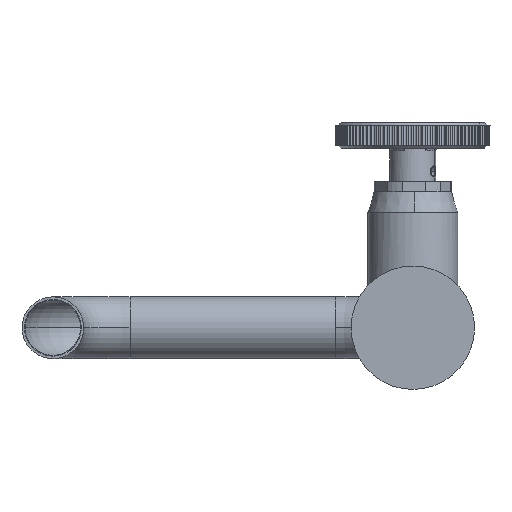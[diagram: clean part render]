
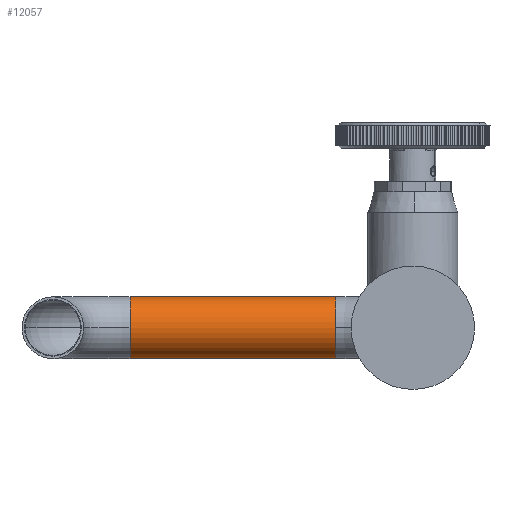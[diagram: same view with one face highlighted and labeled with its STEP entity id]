
A CAD part, front view. The second image highlights one B-rep face of the part: STEP entity #12057.
In plain terms, the highlighted cylindrical face has radius 12 mm (diameter 24 mm), a partial arc.
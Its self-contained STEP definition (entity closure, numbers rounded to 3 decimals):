
#80 = DIRECTION ( 'NONE',  ( 0., 0., 1. ) ) ;
#150 = DIRECTION ( 'NONE',  ( 1., 0., 0. ) ) ;
#615 = ORIENTED_EDGE ( 'NONE', *, *, #3937, .T. ) ;
#949 = DIRECTION ( 'NONE',  ( 0., 0., 1. ) ) ;
#998 = FACE_OUTER_BOUND ( 'NONE', #13353, .T. ) ;
#1411 = VERTEX_POINT ( 'NONE', #6004 ) ;
#1877 = VERTEX_POINT ( 'NONE', #7515 ) ;
#2397 = DIRECTION ( 'NONE',  ( 1., 0., 0. ) ) ;
#2761 = EDGE_CURVE ( 'NONE', #16545, #16486, #15600, .T. ) ;
#2766 = CARTESIAN_POINT ( 'NONE',  ( 30., 128., 0. ) ) ;
#2978 = CARTESIAN_POINT ( 'NONE',  ( 30., 128., -12. ) ) ;
#3165 = VERTEX_POINT ( 'NONE', #14284 ) ;
#3439 = EDGE_CURVE ( 'NONE', #1411, #16545, #10343, .T. ) ;
#3720 = ORIENTED_EDGE ( 'NONE', *, *, #6599, .T. ) ;
#3937 = EDGE_CURVE ( 'NONE', #1411, #3165, #16000, .T. ) ;
#4034 = AXIS2_PLACEMENT_3D ( 'NONE', #5584, #150, #13576 ) ;
#4046 = AXIS2_PLACEMENT_3D ( 'NONE', #11396, #12749, #15244 ) ;
#4118 = DIRECTION ( 'NONE',  ( 1., 0., 0. ) ) ;
#4600 = CIRCLE ( 'NONE', #15951, 12. ) ;
#5190 = AXIS2_PLACEMENT_3D ( 'NONE', #2766, #9558, #80 ) ;
#5584 = CARTESIAN_POINT ( 'NONE',  ( 30., 128., 0. ) ) ;
#5693 = CIRCLE ( 'NONE', #5190, 12. ) ;
#6004 = CARTESIAN_POINT ( 'NONE',  ( 30., 128., 12. ) ) ;
#6380 = CARTESIAN_POINT ( 'NONE',  ( 110., 128., 0. ) ) ;
#6435 = DIRECTION ( 'NONE',  ( 1., 0., 0. ) ) ;
#6599 = EDGE_CURVE ( 'NONE', #3165, #7715, #5693, .T. ) ;
#6795 = AXIS2_PLACEMENT_3D ( 'NONE', #6380, #6435, #949 ) ;
#6962 = CARTESIAN_POINT ( 'NONE',  ( 30., 128., 12. ) ) ;
#7438 = ORIENTED_EDGE ( 'NONE', *, *, #2761, .F. ) ;
#7515 = CARTESIAN_POINT ( 'NONE',  ( 110., 128., -12. ) ) ;
#7715 = VERTEX_POINT ( 'NONE', #2978 ) ;
#8314 = DIRECTION ( 'NONE',  ( 1., 0., 0. ) ) ;
#8684 = VECTOR ( 'NONE', #8314, 1000. ) ;
#9558 = DIRECTION ( 'NONE',  ( 1., 0., 0. ) ) ;
#10270 = CARTESIAN_POINT ( 'NONE',  ( 30., 128., -12. ) ) ;
#10343 = LINE ( 'NONE', #6962, #8684 ) ;
#11030 = ORIENTED_EDGE ( 'NONE', *, *, #3439, .F. ) ;
#11038 = EDGE_CURVE ( 'NONE', #7715, #1877, #13205, .T. ) ;
#11301 = VECTOR ( 'NONE', #2397, 1000. ) ;
#11396 = CARTESIAN_POINT ( 'NONE',  ( 30., 128., 0. ) ) ;
#11801 = CARTESIAN_POINT ( 'NONE',  ( 110., 128., 12. ) ) ;
#12057 = ADVANCED_FACE ( 'NONE', ( #998 ), #15282, .T. ) ;
#12749 = DIRECTION ( 'NONE',  ( 1., 0., 0. ) ) ;
#13205 = LINE ( 'NONE', #10270, #11301 ) ;
#13353 = EDGE_LOOP ( 'NONE', ( #11030, #615, #3720, #16028, #15576, #7438 ) ) ;
#13576 = DIRECTION ( 'NONE',  ( 0., 0., -1. ) ) ;
#14284 = CARTESIAN_POINT ( 'NONE',  ( 30., 116., 0. ) ) ;
#14471 = CARTESIAN_POINT ( 'NONE',  ( 110., 116., 0. ) ) ;
#15116 = EDGE_CURVE ( 'NONE', #16486, #1877, #4600, .T. ) ;
#15244 = DIRECTION ( 'NONE',  ( 0., 0., 1. ) ) ;
#15282 = CYLINDRICAL_SURFACE ( 'NONE', #4034, 12. ) ;
#15576 = ORIENTED_EDGE ( 'NONE', *, *, #15116, .F. ) ;
#15600 = CIRCLE ( 'NONE', #6795, 12. ) ;
#15951 = AXIS2_PLACEMENT_3D ( 'NONE', #16179, #4118, #16292 ) ;
#16000 = CIRCLE ( 'NONE', #4046, 12. ) ;
#16028 = ORIENTED_EDGE ( 'NONE', *, *, #11038, .T. ) ;
#16179 = CARTESIAN_POINT ( 'NONE',  ( 110., 128., 0. ) ) ;
#16292 = DIRECTION ( 'NONE',  ( 0., 0., 1. ) ) ;
#16486 = VERTEX_POINT ( 'NONE', #14471 ) ;
#16545 = VERTEX_POINT ( 'NONE', #11801 ) ;
